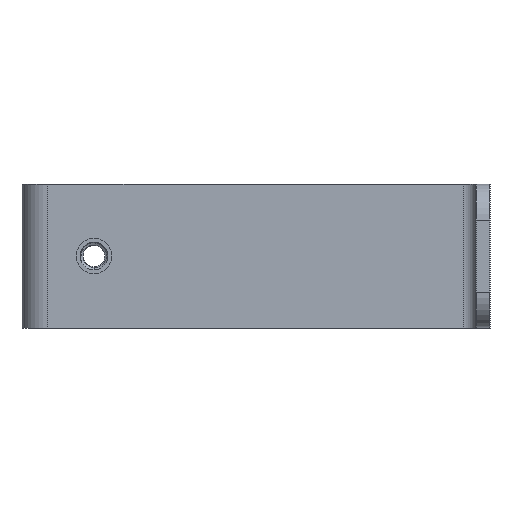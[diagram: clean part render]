
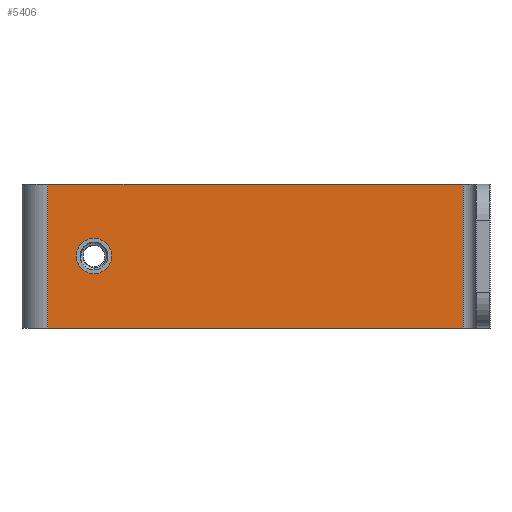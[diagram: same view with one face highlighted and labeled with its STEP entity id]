
A CAD part, left-side view. The second image highlights one B-rep face of the part: STEP entity #5406.
In plain terms, the highlighted planar face has unit normal (-1, 0, 0).
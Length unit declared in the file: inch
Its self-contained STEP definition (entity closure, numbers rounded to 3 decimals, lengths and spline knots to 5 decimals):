
#475 = CARTESIAN_POINT ( 'NONE',  ( 1.605, 2.873, 0. ) ) ;
#508 = CARTESIAN_POINT ( 'NONE',  ( 1.605, 3.07, 0.5 ) ) ;
#733 = CARTESIAN_POINT ( 'NONE',  ( 1.605, 3.07, -0.5 ) ) ;
#926 = CARTESIAN_POINT ( 'NONE',  ( 1.605, 0.185, 0.5 ) ) ;
#1001 = CARTESIAN_POINT ( 'NONE',  ( 1.605, 2.627, 0. ) ) ;
#1020 = CARTESIAN_POINT ( 'NONE',  ( 1.605, 0.185, -0.5 ) ) ;
#1298 = CARTESIAN_POINT ( 'NONE',  ( 1.605, 2.75, 0. ) ) ;
#1299 = DIRECTION ( 'NONE',  ( -1., 0., 0. ) ) ;
#1306 = DIRECTION ( 'NONE',  ( 0., -1., 0. ) ) ;
#1628 = CARTESIAN_POINT ( 'NONE',  ( 1.605, 0.185, 0.5 ) ) ;
#1644 = DIRECTION ( 'NONE',  ( 0., -1., 0. ) ) ;
#1659 = CARTESIAN_POINT ( 'NONE',  ( 1.605, 0.185, 0.5 ) ) ;
#1661 = CARTESIAN_POINT ( 'NONE',  ( 1.605, 0.185, -0.5 ) ) ;
#1666 = CARTESIAN_POINT ( 'NONE',  ( 1.605, 2.75, 0. ) ) ;
#1670 = DIRECTION ( 'NONE',  ( -1., 0., 0. ) ) ;
#1672 = DIRECTION ( 'NONE',  ( 0., -1., 0. ) ) ;
#1675 = DIRECTION ( 'NONE',  ( 0., 0., -1. ) ) ;
#1678 = DIRECTION ( 'NONE',  ( 0., 0., -1. ) ) ;
#1683 = CARTESIAN_POINT ( 'NONE',  ( 1.605, 3.07, 0.5 ) ) ;
#1685 = DIRECTION ( 'NONE',  ( 0., -1., 0. ) ) ;
#1821 = DIRECTION ( 'NONE',  ( 1., 0., 0. ) ) ;
#1987 = CARTESIAN_POINT ( 'NONE',  ( 1.605, 0.185, 0.5 ) ) ;
#2084 = PLANE ( 'NONE',  #4613 ) ;
#2197 = DIRECTION ( 'NONE',  ( 0., 1., 0. ) ) ;
#4471 = AXIS2_PLACEMENT_3D ( 'NONE', #1666, #1670, #1672 ) ;
#4477 = AXIS2_PLACEMENT_3D ( 'NONE', #1298, #1299, #1306 ) ;
#4613 = AXIS2_PLACEMENT_3D ( 'NONE', #1987, #1821, #2197 ) ;
#4859 = FACE_BOUND ( 'NONE', #5931, .T. ) ;
#4881 = FACE_OUTER_BOUND ( 'NONE', #5932, .T. ) ;
#5172 = EDGE_CURVE ( 'NONE', #6614, #6787, #7467, .T. ) ;
#5173 = EDGE_CURVE ( 'NONE', #6380, #6924, #7504, .T. ) ;
#5174 = EDGE_CURVE ( 'NONE', #6887, #6924, #7466, .T. ) ;
#5175 = EDGE_CURVE ( 'NONE', #6723, #6887, #7464, .T. ) ;
#5177 = EDGE_CURVE ( 'NONE', #6723, #6380, #7454, .T. ) ;
#5240 = EDGE_CURVE ( 'NONE', #6787, #6614, #7332, .T. ) ;
#5406 = ADVANCED_FACE ( 'NONE', ( #4859, #4881 ), #2084, .F. ) ;
#5931 = EDGE_LOOP ( 'NONE', ( #6276, #6277 ) ) ;
#5932 = EDGE_LOOP ( 'NONE', ( #6282, #6283, #6284, #6285 ) ) ;
#6276 = ORIENTED_EDGE ( 'NONE', *, *, #5172, .F. ) ;
#6277 = ORIENTED_EDGE ( 'NONE', *, *, #5240, .F. ) ;
#6282 = ORIENTED_EDGE ( 'NONE', *, *, #5173, .T. ) ;
#6283 = ORIENTED_EDGE ( 'NONE', *, *, #5174, .F. ) ;
#6284 = ORIENTED_EDGE ( 'NONE', *, *, #5175, .F. ) ;
#6285 = ORIENTED_EDGE ( 'NONE', *, *, #5177, .T. ) ;
#6380 = VERTEX_POINT ( 'NONE', #733 ) ;
#6614 = VERTEX_POINT ( 'NONE', #1001 ) ;
#6723 = VERTEX_POINT ( 'NONE', #508 ) ;
#6787 = VERTEX_POINT ( 'NONE', #475 ) ;
#6887 = VERTEX_POINT ( 'NONE', #926 ) ;
#6924 = VERTEX_POINT ( 'NONE', #1020 ) ;
#7332 = CIRCLE ( 'NONE', #4477, 0.123 ) ;
#7441 = VECTOR ( 'NONE', #1675, 39.37008 ) ;
#7454 = LINE ( 'NONE', #1683, #7441 ) ;
#7455 = VECTOR ( 'NONE', #1685, 39.37008 ) ;
#7458 = VECTOR ( 'NONE', #1678, 39.37008 ) ;
#7462 = VECTOR ( 'NONE', #1644, 39.37008 ) ;
#7464 = LINE ( 'NONE', #1628, #7455 ) ;
#7466 = LINE ( 'NONE', #1659, #7458 ) ;
#7467 = CIRCLE ( 'NONE', #4471, 0.123 ) ;
#7504 = LINE ( 'NONE', #1661, #7462 ) ;
